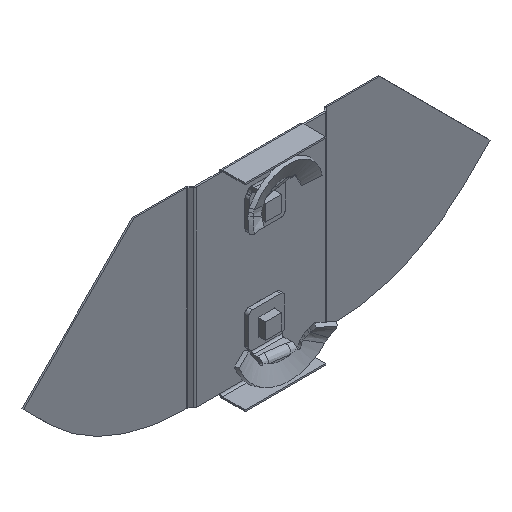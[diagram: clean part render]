
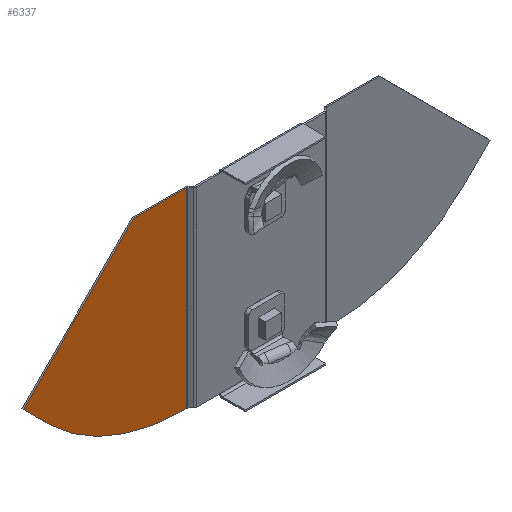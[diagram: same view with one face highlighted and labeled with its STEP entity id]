
A CAD part, isometric view. The second image highlights one B-rep face of the part: STEP entity #6337.
In plain terms, the highlighted planar face has unit normal (0, -1, 0).
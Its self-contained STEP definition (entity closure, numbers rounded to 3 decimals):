
#178 = LINE ( 'NONE', #2210, #2039 ) ;
#284 = CIRCLE ( 'NONE', #3832, 94. ) ;
#297 = ORIENTED_EDGE ( 'NONE', *, *, #2925, .T. ) ;
#302 = EDGE_CURVE ( 'NONE', #956, #4264, #178, .T. ) ;
#368 = VERTEX_POINT ( 'NONE', #380 ) ;
#380 = CARTESIAN_POINT ( 'NONE',  ( -34.8, -0.75, 0. ) ) ;
#537 = CARTESIAN_POINT ( 'NONE',  ( -61.2, -0.75, 0. ) ) ;
#585 = DIRECTION ( 'NONE',  ( 1., 0., 0. ) ) ;
#616 = CARTESIAN_POINT ( 'NONE',  ( -61.2, -0.75, 0. ) ) ;
#898 = VECTOR ( 'NONE', #3106, 1000. ) ;
#956 = VERTEX_POINT ( 'NONE', #4640 ) ;
#1052 = VERTEX_POINT ( 'NONE', #2881 ) ;
#1522 = LINE ( 'NONE', #4622, #898 ) ;
#1535 = DIRECTION ( 'NONE',  ( 0., 0., 1. ) ) ;
#1550 = LINE ( 'NONE', #5305, #4293 ) ;
#1571 = EDGE_LOOP ( 'NONE', ( #6663, #297, #5950, #3491, #4660, #6263 ) ) ;
#1596 = CARTESIAN_POINT ( 'NONE',  ( -34.8, -0.75, -1. ) ) ;
#1820 = VECTOR ( 'NONE', #1535, 1000. ) ;
#2039 = VECTOR ( 'NONE', #3250, 1000. ) ;
#2115 = VERTEX_POINT ( 'NONE', #4465 ) ;
#2159 = DIRECTION ( 'NONE',  ( 0., 1., 0. ) ) ;
#2210 = CARTESIAN_POINT ( 'NONE',  ( -116.064, -0.75, -54.864 ) ) ;
#2444 = CARTESIAN_POINT ( 'NONE',  ( -34.8, -0.75, -95. ) ) ;
#2633 = CARTESIAN_POINT ( 'NONE',  ( -37., -0.75, -1. ) ) ;
#2638 = DIRECTION ( 'NONE',  ( -1., 0., 0. ) ) ;
#2641 = CARTESIAN_POINT ( 'NONE',  ( -37., -0.75, -1. ) ) ;
#2881 = CARTESIAN_POINT ( 'NONE',  ( -37., -0.75, -95. ) ) ;
#2925 = EDGE_CURVE ( 'NONE', #5051, #368, #6238, .T. ) ;
#3106 = DIRECTION ( 'NONE',  ( -0.707, 0., 0.707 ) ) ;
#3250 = DIRECTION ( 'NONE',  ( 0.707, 0., 0.707 ) ) ;
#3491 = ORIENTED_EDGE ( 'NONE', *, *, #302, .F. ) ;
#3780 = DIRECTION ( 'NONE',  ( 0., 1., 0. ) ) ;
#3793 = EDGE_CURVE ( 'NONE', #5051, #1052, #1550, .T. ) ;
#3812 = FACE_OUTER_BOUND ( 'NONE', #1571, .T. ) ;
#3832 = AXIS2_PLACEMENT_3D ( 'NONE', #2633, #2159, #6283 ) ;
#3896 = VECTOR ( 'NONE', #585, 1000. ) ;
#4264 = VERTEX_POINT ( 'NONE', #537 ) ;
#4286 = PLANE ( 'NONE',  #5955 ) ;
#4293 = VECTOR ( 'NONE', #2638, 1000. ) ;
#4465 = CARTESIAN_POINT ( 'NONE',  ( -102.699, -0.75, -68.228 ) ) ;
#4622 = CARTESIAN_POINT ( 'NONE',  ( -102.699, -0.75, -68.228 ) ) ;
#4640 = CARTESIAN_POINT ( 'NONE',  ( -116.064, -0.75, -54.864 ) ) ;
#4660 = ORIENTED_EDGE ( 'NONE', *, *, #6218, .F. ) ;
#4757 = DIRECTION ( 'NONE',  ( 0., 0., 1. ) ) ;
#5051 = VERTEX_POINT ( 'NONE', #2444 ) ;
#5305 = CARTESIAN_POINT ( 'NONE',  ( 0., -0.75, -95. ) ) ;
#5875 = LINE ( 'NONE', #616, #3896 ) ;
#5950 = ORIENTED_EDGE ( 'NONE', *, *, #6397, .F. ) ;
#5955 = AXIS2_PLACEMENT_3D ( 'NONE', #2641, #3780, #4757 ) ;
#6218 = EDGE_CURVE ( 'NONE', #2115, #956, #1522, .T. ) ;
#6238 = LINE ( 'NONE', #1596, #1820 ) ;
#6263 = ORIENTED_EDGE ( 'NONE', *, *, #6686, .F. ) ;
#6283 = DIRECTION ( 'NONE',  ( 0., 0., 1. ) ) ;
#6337 = ADVANCED_FACE ( 'NONE', ( #3812 ), #4286, .F. ) ;
#6397 = EDGE_CURVE ( 'NONE', #4264, #368, #5875, .T. ) ;
#6663 = ORIENTED_EDGE ( 'NONE', *, *, #3793, .F. ) ;
#6686 = EDGE_CURVE ( 'NONE', #1052, #2115, #284, .T. ) ;
